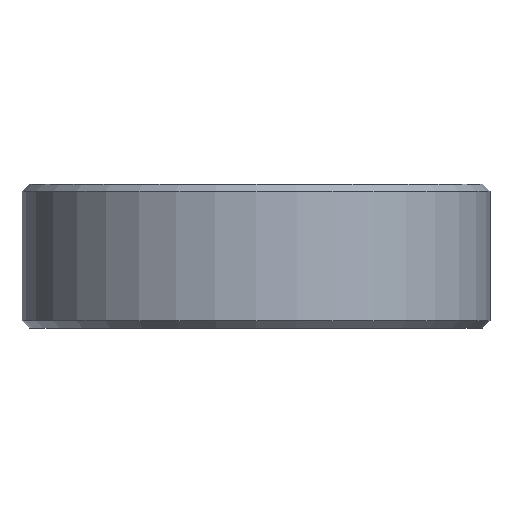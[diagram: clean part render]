
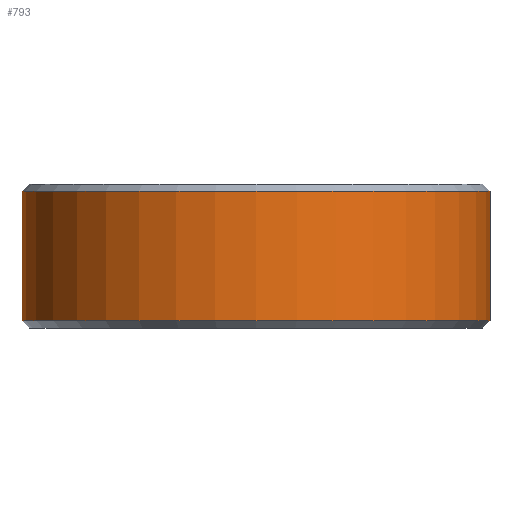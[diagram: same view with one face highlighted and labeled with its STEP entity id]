
A CAD part, front view. The second image highlights one B-rep face of the part: STEP entity #793.
In plain terms, the highlighted cylindrical face has radius 20.637 mm (diameter 41.275 mm), a partial arc.
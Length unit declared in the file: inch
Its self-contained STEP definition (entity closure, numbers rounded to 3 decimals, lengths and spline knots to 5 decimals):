
#21 = CARTESIAN_POINT ( 'NONE',  ( 0., 0., 0.25 ) ) ;
#23 = DIRECTION ( 'NONE',  ( 1., 0., 0. ) ) ;
#33 = DIRECTION ( 'NONE',  ( 0., 0., 1. ) ) ;
#228 = DIRECTION ( 'NONE',  ( 1., 0., 0. ) ) ;
#230 = CARTESIAN_POINT ( 'NONE',  ( 0., 0., -0.225 ) ) ;
#264 = CARTESIAN_POINT ( 'NONE',  ( 0.8125, 0., 0.25 ) ) ;
#294 = DIRECTION ( 'NONE',  ( 0., 0., 1. ) ) ;
#299 = DIRECTION ( 'NONE',  ( 0., 0., 1. ) ) ;
#347 = CIRCLE ( 'NONE', #1604, 0.8125 ) ;
#348 = LINE ( 'NONE', #264, #350 ) ;
#350 = VECTOR ( 'NONE', #299, 39.37008 ) ;
#490 = CARTESIAN_POINT ( 'NONE',  ( -0.8125, 0., -0.225 ) ) ;
#518 = CARTESIAN_POINT ( 'NONE',  ( -0.8125, 0., 0.25 ) ) ;
#521 = DIRECTION ( 'NONE',  ( 0., 0., 1. ) ) ;
#611 = CARTESIAN_POINT ( 'NONE',  ( -0.8125, 0., 0.225 ) ) ;
#625 = CARTESIAN_POINT ( 'NONE',  ( 0.8125, 0., -0.225 ) ) ;
#633 = CARTESIAN_POINT ( 'NONE',  ( 0.8125, 0., 0.225 ) ) ;
#764 = ORIENTED_EDGE ( 'NONE', *, *, #1703, .F. ) ;
#765 = ORIENTED_EDGE ( 'NONE', *, *, #1739, .T. ) ;
#766 = ORIENTED_EDGE ( 'NONE', *, *, #1744, .T. ) ;
#767 = ORIENTED_EDGE ( 'NONE', *, *, #996, .F. ) ;
#793 = ADVANCED_FACE ( 'NONE', ( #1254 ), #1252, .T. ) ;
#926 = EDGE_LOOP ( 'NONE', ( #764, #765, #766, #767 ) ) ;
#996 = EDGE_CURVE ( 'NONE', #1327, #1350, #1428, .T. ) ;
#1108 = DIRECTION ( 'NONE',  ( 1., 0., 0. ) ) ;
#1109 = DIRECTION ( 'NONE',  ( 0., 0., 1. ) ) ;
#1112 = CARTESIAN_POINT ( 'NONE',  ( 0., 0., 0.225 ) ) ;
#1252 = CYLINDRICAL_SURFACE ( 'NONE', #1503, 0.8125 ) ;
#1254 = FACE_OUTER_BOUND ( 'NONE', #926, .T. ) ;
#1327 = VERTEX_POINT ( 'NONE', #611 ) ;
#1337 = VERTEX_POINT ( 'NONE', #490 ) ;
#1350 = VERTEX_POINT ( 'NONE', #633 ) ;
#1351 = VERTEX_POINT ( 'NONE', #625 ) ;
#1418 = VECTOR ( 'NONE', #521, 39.37008 ) ;
#1420 = LINE ( 'NONE', #518, #1418 ) ;
#1428 = CIRCLE ( 'NONE', #1551, 0.8125 ) ;
#1503 = AXIS2_PLACEMENT_3D ( 'NONE', #21, #33, #23 ) ;
#1551 = AXIS2_PLACEMENT_3D ( 'NONE', #1112, #1109, #1108 ) ;
#1604 = AXIS2_PLACEMENT_3D ( 'NONE', #230, #294, #228 ) ;
#1703 = EDGE_CURVE ( 'NONE', #1337, #1327, #1420, .T. ) ;
#1739 = EDGE_CURVE ( 'NONE', #1337, #1351, #347, .T. ) ;
#1744 = EDGE_CURVE ( 'NONE', #1351, #1350, #348, .T. ) ;
